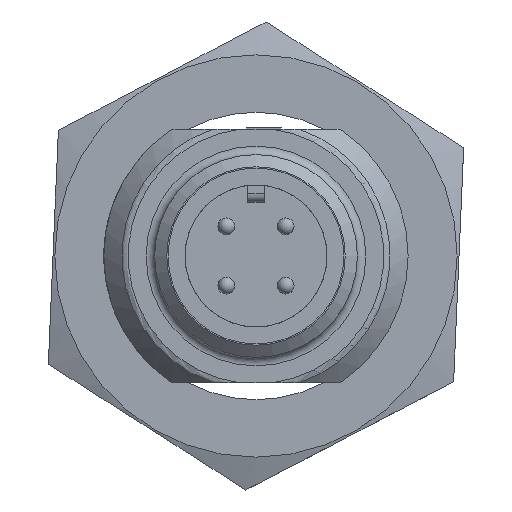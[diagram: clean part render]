
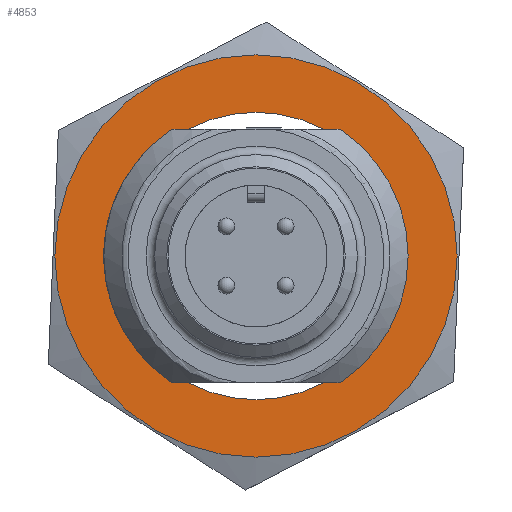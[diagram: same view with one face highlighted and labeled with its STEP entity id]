
A CAD part, left-side view. The second image highlights one B-rep face of the part: STEP entity #4853.
In plain terms, the highlighted planar face has unit normal (-1, 0, 0).
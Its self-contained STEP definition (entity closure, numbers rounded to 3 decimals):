
#268 = ORIENTED_EDGE ( 'NONE', *, *, #4050, .T. ) ;
#274 = ORIENTED_EDGE ( 'NONE', *, *, #5171, .T. ) ;
#318 = VERTEX_POINT ( 'NONE', #1589 ) ;
#332 = VERTEX_POINT ( 'NONE', #1631 ) ;
#334 = ORIENTED_EDGE ( 'NONE', *, *, #5173, .T. ) ;
#336 = ORIENTED_EDGE ( 'NONE', *, *, #10348, .T. ) ;
#337 = EDGE_LOOP ( 'NONE', ( #594, #513, #499, #592, #577, #699, #460, #361, #336, #274, #410, #334 ) ) ;
#361 = ORIENTED_EDGE ( 'NONE', *, *, #10131, .T. ) ;
#391 = VERTEX_POINT ( 'NONE', #1676 ) ;
#392 = VERTEX_POINT ( 'NONE', #1677 ) ;
#410 = ORIENTED_EDGE ( 'NONE', *, *, #4055, .T. ) ;
#421 = EDGE_LOOP ( 'NONE', ( #268 ) ) ;
#460 = ORIENTED_EDGE ( 'NONE', *, *, #4054, .T. ) ;
#499 = ORIENTED_EDGE ( 'NONE', *, *, #4052, .T. ) ;
#513 = ORIENTED_EDGE ( 'NONE', *, *, #4051, .T. ) ;
#531 = VERTEX_POINT ( 'NONE', #1726 ) ;
#549 = VERTEX_POINT ( 'NONE', #1731 ) ;
#577 = ORIENTED_EDGE ( 'NONE', *, *, #10345, .T. ) ;
#592 = ORIENTED_EDGE ( 'NONE', *, *, #4053, .T. ) ;
#594 = ORIENTED_EDGE ( 'NONE', *, *, #776, .T. ) ;
#601 = VERTEX_POINT ( 'NONE', #1755 ) ;
#634 = VERTEX_POINT ( 'NONE', #1762 ) ;
#697 = VERTEX_POINT ( 'NONE', #1776 ) ;
#699 = ORIENTED_EDGE ( 'NONE', *, *, #10117, .T. ) ;
#776 = EDGE_CURVE ( 'NONE', #601, #697, #9608, .T. ) ;
#1589 = CARTESIAN_POINT ( 'NONE',  ( -1., -4.975, 7.5 ) ) ;
#1631 = CARTESIAN_POINT ( 'NONE',  ( -1., -4.975, -7.5 ) ) ;
#1676 = CARTESIAN_POINT ( 'NONE',  ( -1., 4.975, 7.5 ) ) ;
#1677 = CARTESIAN_POINT ( 'NONE',  ( -1., 8.989, 0.45 ) ) ;
#1726 = CARTESIAN_POINT ( 'NONE',  ( -1., -4., 7.5 ) ) ;
#1731 = CARTESIAN_POINT ( 'NONE',  ( -1., 4., 7.5 ) ) ;
#1755 = CARTESIAN_POINT ( 'NONE',  ( -1., 4.975, -7.5 ) ) ;
#1762 = CARTESIAN_POINT ( 'NONE',  ( -1., -4., -7.5 ) ) ;
#1776 = CARTESIAN_POINT ( 'NONE',  ( -1., 8.99, -0.424 ) ) ;
#2273 = LINE ( 'NONE', #3643, #4280 ) ;
#2275 = LINE ( 'NONE', #3645, #4142 ) ;
#2276 = LINE ( 'NONE', #3647, #4118 ) ;
#2366 = FACE_OUTER_BOUND ( 'NONE', #421, .T. ) ;
#2367 = FACE_BOUND ( 'NONE', #337, .T. ) ;
#3315 = CARTESIAN_POINT ( 'NONE',  ( -1., 0., 0. ) ) ;
#3316 = DIRECTION ( 'NONE',  ( 1., 0., 0. ) ) ;
#3317 = DIRECTION ( 'NONE',  ( 0., 0., -1. ) ) ;
#3640 = CARTESIAN_POINT ( 'NONE',  ( -1., 0., 0. ) ) ;
#3641 = DIRECTION ( 'NONE',  ( -1., 0., 0. ) ) ;
#3642 = DIRECTION ( 'NONE',  ( 0., 0., -1. ) ) ;
#3643 = CARTESIAN_POINT ( 'NONE',  ( -1., 7.5, -0.424 ) ) ;
#3644 = DIRECTION ( 'NONE',  ( 0., 1., 0. ) ) ;
#3645 = CARTESIAN_POINT ( 'NONE',  ( -1., 9., 7.438 ) ) ;
#3646 = DIRECTION ( 'NONE',  ( 0., 0., 1. ) ) ;
#3647 = CARTESIAN_POINT ( 'NONE',  ( -1., 7.5, 0.45 ) ) ;
#3648 = DIRECTION ( 'NONE',  ( 0., -1., 0. ) ) ;
#3649 = CARTESIAN_POINT ( 'NONE',  ( -1., 0., 0. ) ) ;
#3650 = DIRECTION ( 'NONE',  ( 1., 0., 0. ) ) ;
#3651 = DIRECTION ( 'NONE',  ( 0., 0., -1. ) ) ;
#3652 = CARTESIAN_POINT ( 'NONE',  ( -1., 0., 0. ) ) ;
#3653 = DIRECTION ( 'NONE',  ( 1., 0., 0. ) ) ;
#3654 = DIRECTION ( 'NONE',  ( 0., 0., -1. ) ) ;
#4050 = EDGE_CURVE ( 'NONE', #6258, #6258, #9319, .T. ) ;
#4051 = EDGE_CURVE ( 'NONE', #697, #6374, #2273, .T. ) ;
#4052 = EDGE_CURVE ( 'NONE', #6374, #6471, #2275, .T. ) ;
#4053 = EDGE_CURVE ( 'NONE', #6471, #392, #2276, .T. ) ;
#4054 = EDGE_CURVE ( 'NONE', #549, #531, #9410, .T. ) ;
#4055 = EDGE_CURVE ( 'NONE', #634, #5989, #9546, .T. ) ;
#4118 = VECTOR ( 'NONE', #3648, 1000. ) ;
#4130 = AXIS2_PLACEMENT_3D ( 'NONE', #3652, #3653, #3654 ) ;
#4142 = VECTOR ( 'NONE', #3646, 1000. ) ;
#4149 = AXIS2_PLACEMENT_3D ( 'NONE', #3649, #3650, #3651 ) ;
#4181 = AXIS2_PLACEMENT_3D ( 'NONE', #5290, #5291, #5292 ) ;
#4280 = VECTOR ( 'NONE', #3644, 1000. ) ;
#4772 = VECTOR ( 'NONE', #8399, 1000. ) ;
#4774 = VECTOR ( 'NONE', #8397, 1000. ) ;
#4853 = ADVANCED_FACE ( 'NONE', ( #2366, #2367 ), #5289, .F. ) ;
#5171 = EDGE_CURVE ( 'NONE', #332, #634, #6172, .T. ) ;
#5173 = EDGE_CURVE ( 'NONE', #5989, #601, #6173, .T. ) ;
#5289 = PLANE ( 'NONE',  #4181 ) ;
#5290 = CARTESIAN_POINT ( 'NONE',  ( -1., 11.691, 7.438 ) ) ;
#5291 = DIRECTION ( 'NONE',  ( 1., 0., 0. ) ) ;
#5292 = DIRECTION ( 'NONE',  ( 0., 0., -1. ) ) ;
#5989 = VERTEX_POINT ( 'NONE', #8518 ) ;
#6172 = LINE ( 'NONE', #8396, #4774 ) ;
#6173 = LINE ( 'NONE', #8398, #4772 ) ;
#6209 = LINE ( 'NONE', #8683, #9777 ) ;
#6216 = LINE ( 'NONE', #8784, #9785 ) ;
#6258 = VERTEX_POINT ( 'NONE', #10076 ) ;
#6374 = VERTEX_POINT ( 'NONE', #8614 ) ;
#6471 = VERTEX_POINT ( 'NONE', #8639 ) ;
#8396 = CARTESIAN_POINT ( 'NONE',  ( -1., 9.991, -7.5 ) ) ;
#8397 = DIRECTION ( 'NONE',  ( 0., 1., 0. ) ) ;
#8398 = CARTESIAN_POINT ( 'NONE',  ( -1., 9.991, -7.5 ) ) ;
#8399 = DIRECTION ( 'NONE',  ( 0., 1., 0. ) ) ;
#8518 = CARTESIAN_POINT ( 'NONE',  ( -1., 4., -7.5 ) ) ;
#8614 = CARTESIAN_POINT ( 'NONE',  ( -1., 9., -0.424 ) ) ;
#8639 = CARTESIAN_POINT ( 'NONE',  ( -1., 9., 0.45 ) ) ;
#8683 = CARTESIAN_POINT ( 'NONE',  ( -1., 9.991, 7.5 ) ) ;
#8684 = DIRECTION ( 'NONE',  ( 0., -1., 0. ) ) ;
#8784 = CARTESIAN_POINT ( 'NONE',  ( -1., 9.991, 7.5 ) ) ;
#8785 = DIRECTION ( 'NONE',  ( 0., -1., 0. ) ) ;
#8861 = CARTESIAN_POINT ( 'NONE',  ( -1., 0., 0. ) ) ;
#8862 = DIRECTION ( 'NONE',  ( 1., 0., 0. ) ) ;
#8863 = DIRECTION ( 'NONE',  ( 0., 0., -1. ) ) ;
#8868 = CARTESIAN_POINT ( 'NONE',  ( -1., 0., 0. ) ) ;
#8869 = DIRECTION ( 'NONE',  ( 1., 0., 0. ) ) ;
#8870 = DIRECTION ( 'NONE',  ( 0., 0., -1. ) ) ;
#9319 = CIRCLE ( 'NONE', #9745, 11.902 ) ;
#9410 = CIRCLE ( 'NONE', #4149, 8.5 ) ;
#9546 = CIRCLE ( 'NONE', #4130, 8.5 ) ;
#9608 = CIRCLE ( 'NONE', #9683, 9. ) ;
#9683 = AXIS2_PLACEMENT_3D ( 'NONE', #3315, #3316, #3317 ) ;
#9745 = AXIS2_PLACEMENT_3D ( 'NONE', #3640, #3641, #3642 ) ;
#9777 = VECTOR ( 'NONE', #8684, 1000. ) ;
#9785 = VECTOR ( 'NONE', #8785, 1000. ) ;
#9789 = CIRCLE ( 'NONE', #9796, 9. ) ;
#9796 = AXIS2_PLACEMENT_3D ( 'NONE', #8861, #8862, #8863 ) ;
#9797 = CIRCLE ( 'NONE', #9801, 9. ) ;
#9801 = AXIS2_PLACEMENT_3D ( 'NONE', #8868, #8869, #8870 ) ;
#10076 = CARTESIAN_POINT ( 'NONE',  ( -1., 0., -11.902 ) ) ;
#10117 = EDGE_CURVE ( 'NONE', #391, #549, #6209, .T. ) ;
#10131 = EDGE_CURVE ( 'NONE', #531, #318, #6216, .T. ) ;
#10345 = EDGE_CURVE ( 'NONE', #392, #391, #9789, .T. ) ;
#10348 = EDGE_CURVE ( 'NONE', #318, #332, #9797, .T. ) ;
